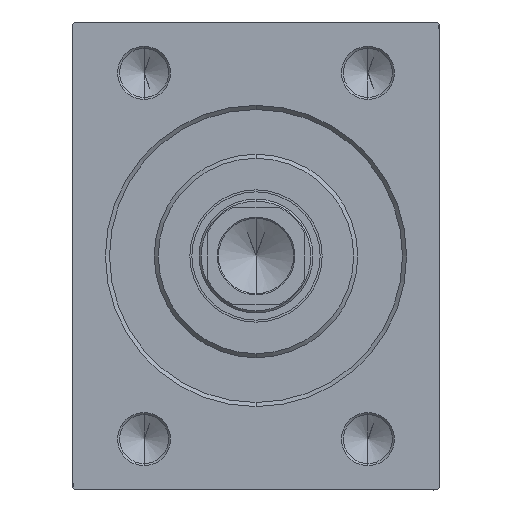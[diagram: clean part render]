
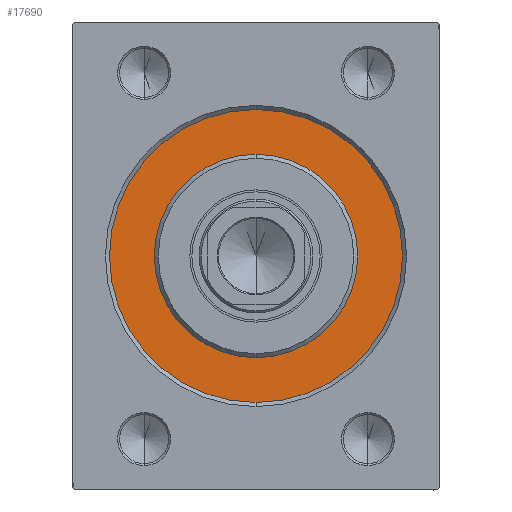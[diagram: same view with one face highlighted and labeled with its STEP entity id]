
A CAD part, left-side view. The second image highlights one B-rep face of the part: STEP entity #17690.
In plain terms, the highlighted face is planar.
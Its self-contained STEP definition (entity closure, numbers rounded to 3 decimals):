
#72 = ORIENTED_EDGE ( 'NONE', *, *, #14831, .F. ) ;
#894 = EDGE_CURVE ( 'NONE', #30420, #11586, #41250, .T. ) ;
#1173 = CARTESIAN_POINT ( 'NONE',  ( 0., 0., -25. ) ) ;
#1927 = CIRCLE ( 'NONE', #11991, 25. ) ;
#2130 = ORIENTED_EDGE ( 'NONE', *, *, #894, .F. ) ;
#2692 = EDGE_LOOP ( 'NONE', ( #2130, #36062 ) ) ;
#3254 = EDGE_CURVE ( 'NONE', #11586, #30420, #21962, .T. ) ;
#4685 = VERTEX_POINT ( 'NONE', #21967 ) ;
#5212 = AXIS2_PLACEMENT_3D ( 'NONE', #29866, #9612, #19741 ) ;
#6307 = DIRECTION ( 'NONE',  ( -1., 0., 0. ) ) ;
#7225 = DIRECTION ( 'NONE',  ( -1., 0., 0. ) ) ;
#8843 = FACE_OUTER_BOUND ( 'NONE', #2692, .T. ) ;
#9612 = DIRECTION ( 'NONE',  ( 1., 0., 0. ) ) ;
#11586 = VERTEX_POINT ( 'NONE', #17340 ) ;
#11991 = AXIS2_PLACEMENT_3D ( 'NONE', #22499, #19344, #22282 ) ;
#12006 = DIRECTION ( 'NONE',  ( 0., 0., 1. ) ) ;
#12443 = PLANE ( 'NONE',  #24711 ) ;
#14831 = EDGE_CURVE ( 'NONE', #4685, #44219, #31055, .T. ) ;
#15823 = FACE_BOUND ( 'NONE', #35439, .T. ) ;
#17340 = CARTESIAN_POINT ( 'NONE',  ( 0., 0., 36. ) ) ;
#17690 = ADVANCED_FACE ( 'NONE', ( #15823, #8843 ), #12443, .F. ) ;
#19344 = DIRECTION ( 'NONE',  ( 1., 0., 0. ) ) ;
#19741 = DIRECTION ( 'NONE',  ( 0., 0., -1. ) ) ;
#21962 = CIRCLE ( 'NONE', #26996, 36. ) ;
#21967 = CARTESIAN_POINT ( 'NONE',  ( 0., 0., 25. ) ) ;
#22282 = DIRECTION ( 'NONE',  ( 0., 0., -1. ) ) ;
#22499 = CARTESIAN_POINT ( 'NONE',  ( 0., 0., 0. ) ) ;
#23869 = DIRECTION ( 'NONE',  ( 0., 0., 1. ) ) ;
#24711 = AXIS2_PLACEMENT_3D ( 'NONE', #27218, #6307, #12006 ) ;
#26607 = CARTESIAN_POINT ( 'NONE',  ( 0., 0., -36. ) ) ;
#26996 = AXIS2_PLACEMENT_3D ( 'NONE', #31053, #40945, #23869 ) ;
#27218 = CARTESIAN_POINT ( 'NONE',  ( 0., 0., 0. ) ) ;
#27233 = EDGE_CURVE ( 'NONE', #44219, #4685, #1927, .T. ) ;
#27898 = ORIENTED_EDGE ( 'NONE', *, *, #27233, .F. ) ;
#28146 = DIRECTION ( 'NONE',  ( 0., 0., 1. ) ) ;
#29866 = CARTESIAN_POINT ( 'NONE',  ( 0., 0., 0. ) ) ;
#30420 = VERTEX_POINT ( 'NONE', #26607 ) ;
#31053 = CARTESIAN_POINT ( 'NONE',  ( 0., 0., 0. ) ) ;
#31055 = CIRCLE ( 'NONE', #5212, 25. ) ;
#31294 = CARTESIAN_POINT ( 'NONE',  ( 0., 0., 0. ) ) ;
#34083 = AXIS2_PLACEMENT_3D ( 'NONE', #31294, #7225, #28146 ) ;
#35439 = EDGE_LOOP ( 'NONE', ( #72, #27898 ) ) ;
#36062 = ORIENTED_EDGE ( 'NONE', *, *, #3254, .F. ) ;
#40945 = DIRECTION ( 'NONE',  ( -1., 0., 0. ) ) ;
#41250 = CIRCLE ( 'NONE', #34083, 36. ) ;
#44219 = VERTEX_POINT ( 'NONE', #1173 ) ;
